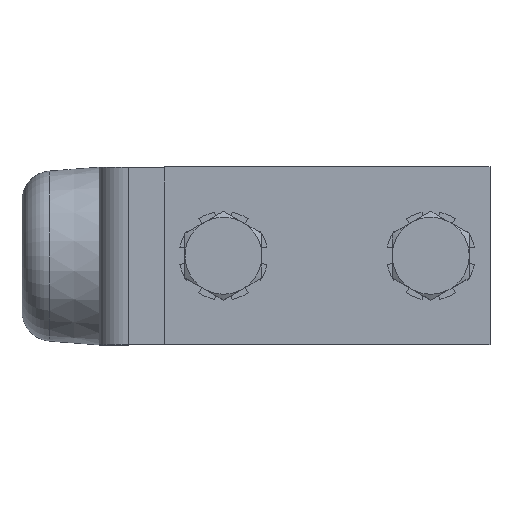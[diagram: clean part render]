
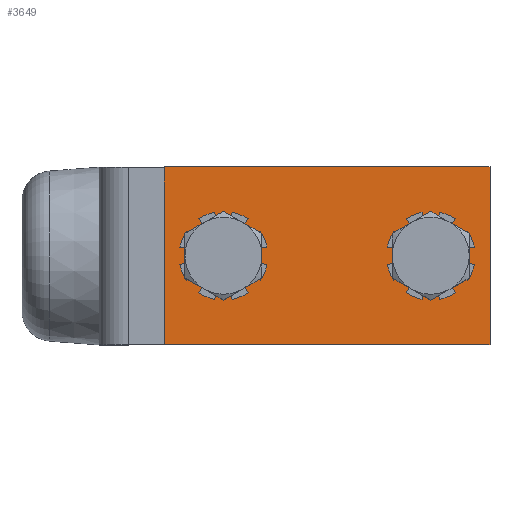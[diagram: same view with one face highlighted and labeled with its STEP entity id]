
A CAD part, top view. The second image highlights one B-rep face of the part: STEP entity #3649.
In plain terms, the highlighted planar face has unit normal (0, 0, 1).
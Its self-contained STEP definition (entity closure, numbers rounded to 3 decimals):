
#184=FACE_BOUND('',#504,.T.);
#185=FACE_BOUND('',#505,.T.);
#210=PLANE('',#4059);
#300=FACE_OUTER_BOUND('',#503,.T.);
#503=EDGE_LOOP('',(#2474,#2475,#2476,#2477));
#504=EDGE_LOOP('',(#2478));
#505=EDGE_LOOP('',(#2479));
#724=LINE('',#5724,#1008);
#727=LINE('',#5729,#1011);
#729=LINE('',#5733,#1013);
#731=LINE('',#5736,#1015);
#1008=VECTOR('',#4528,10.);
#1011=VECTOR('',#4533,10.);
#1013=VECTOR('',#4537,10.);
#1015=VECTOR('',#4541,10.);
#1287=CIRCLE('',#4050,4.1);
#1289=CIRCLE('',#4053,4.1);
#1523=VERTEX_POINT('',#5703);
#1525=VERTEX_POINT('',#5709);
#1530=VERTEX_POINT('',#5722);
#1531=VERTEX_POINT('',#5723);
#1532=VERTEX_POINT('',#5728);
#1533=VERTEX_POINT('',#5732);
#1895=EDGE_CURVE('',#1523,#1523,#1287,.T.);
#1898=EDGE_CURVE('',#1525,#1525,#1289,.T.);
#1903=EDGE_CURVE('',#1530,#1531,#724,.T.);
#1906=EDGE_CURVE('',#1531,#1532,#727,.T.);
#1908=EDGE_CURVE('',#1532,#1533,#729,.T.);
#1910=EDGE_CURVE('',#1533,#1530,#731,.T.);
#2474=ORIENTED_EDGE('',*,*,#1903,.F.);
#2475=ORIENTED_EDGE('',*,*,#1910,.F.);
#2476=ORIENTED_EDGE('',*,*,#1908,.F.);
#2477=ORIENTED_EDGE('',*,*,#1906,.F.);
#2478=ORIENTED_EDGE('',*,*,#1895,.T.);
#2479=ORIENTED_EDGE('',*,*,#1898,.T.);
#3649=ADVANCED_FACE('',(#300,#184,#185),#210,.T.);
#4050=AXIS2_PLACEMENT_3D('',#5705,#4511,#4512);
#4053=AXIS2_PLACEMENT_3D('',#5711,#4518,#4519);
#4059=AXIS2_PLACEMENT_3D('',#5737,#4542,#4543);
#4511=DIRECTION('center_axis',(0.,0.,-1.));
#4512=DIRECTION('ref_axis',(-1.,0.,0.));
#4518=DIRECTION('center_axis',(0.,0.,-1.));
#4519=DIRECTION('ref_axis',(-1.,0.,0.));
#4528=DIRECTION('',(0.,1.,0.));
#4533=DIRECTION('',(1.,0.,0.));
#4537=DIRECTION('',(0.,-1.,0.));
#4541=DIRECTION('',(-1.,0.,0.));
#4542=DIRECTION('center_axis',(0.,0.,1.));
#4543=DIRECTION('ref_axis',(1.,0.,0.));
#5703=CARTESIAN_POINT('',(49.1,15.,2.5));
#5705=CARTESIAN_POINT('Origin',(45.,15.,2.5));
#5709=CARTESIAN_POINT('',(14.1,15.,2.5));
#5711=CARTESIAN_POINT('Origin',(10.,15.,2.5));
#5722=CARTESIAN_POINT('',(0.,0.,2.5));
#5723=CARTESIAN_POINT('',(0.,30.,2.5));
#5724=CARTESIAN_POINT('',(0.,30.,2.5));
#5728=CARTESIAN_POINT('',(55.,30.,2.5));
#5729=CARTESIAN_POINT('',(55.,30.,2.5));
#5732=CARTESIAN_POINT('',(55.,0.,2.5));
#5733=CARTESIAN_POINT('',(55.,0.,2.5));
#5736=CARTESIAN_POINT('',(0.,0.,2.5));
#5737=CARTESIAN_POINT('Origin',(27.5,15.,2.5));
